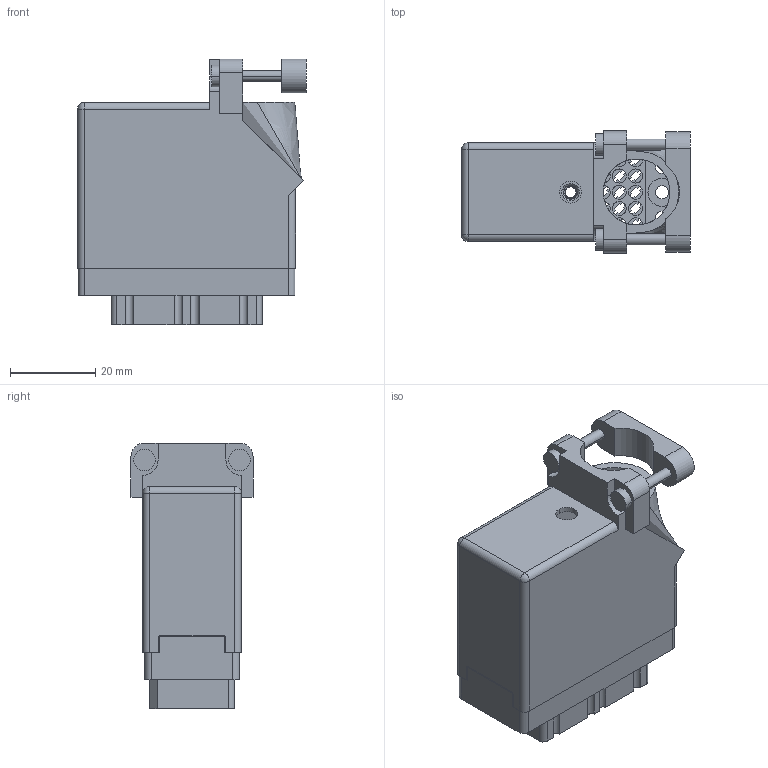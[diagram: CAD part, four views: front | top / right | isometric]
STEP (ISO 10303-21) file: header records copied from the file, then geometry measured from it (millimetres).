
FILE_DESCRIPTION (( 'STEP AP203' ), '1' );
FILE_NAME ('519-036-000-436.STEP', '2020-09-09T19:57:06', ( '' ), ( '' ), 'SwSTEP 2.0', 'SolidWorks 2020', '' );
FILE_SCHEMA (( 'CONFIG_CONTROL_DESIGN' ));
Length unit declared in the file: inch
Products named in the file (4): 519 Receptacle Insulator_036; 516-252-035-100_516-252-035-100; 519-036-000-436; 516-230-001_Plastic - 038 Top Entry - Large Clamp
Assembly tree (3 placements, depth 2):
  519-036-000-436
    519 Receptacle Insulator_036
    516-252-035-100_516-252-035-100
    516-230-001_Plastic - 038 Top Entry - Large Clamp
Bounding box: 53.62 x 28.57 x 62.26 mm (x, y, z)
Volume: 22473 mm3; surface area: 28784.4 mm2
Topology: 3 solids, 3 shells, 981 faces, 2839 edges, 1886 vertices
Faces by surface type: plane 667, cylinder 291, cone 12, bspline 9, sphere 2
Entity records: 35230 total; most frequent: CARTESIAN_POINT 8249, ORIENTED_EDGE 5674, DIRECTION 5452, EDGE_CURVE 2837, VECTOR 2070, LINE 2070, VERTEX_POINT 1886, AXIS2_PLACEMENT_3D 1691
